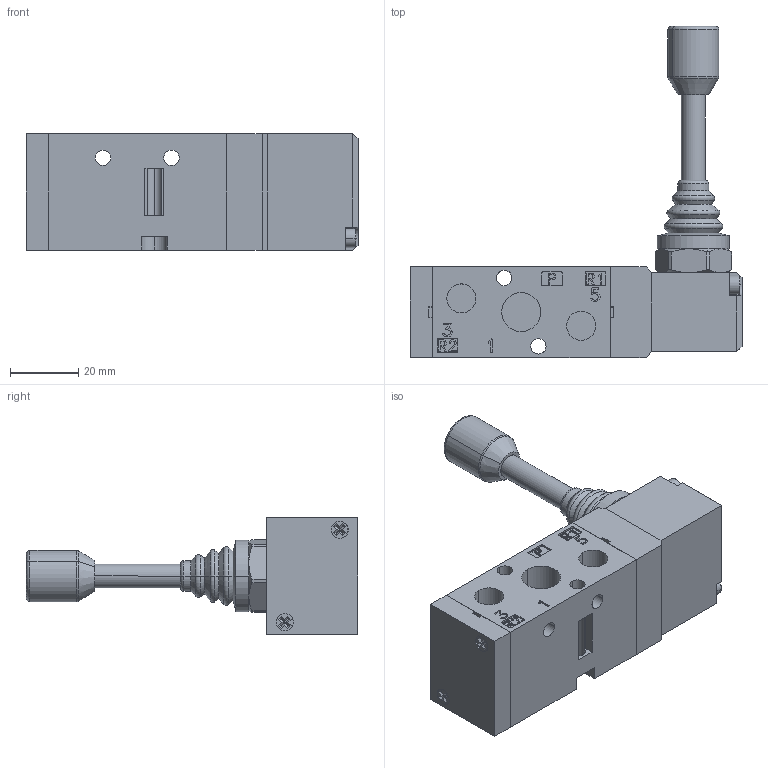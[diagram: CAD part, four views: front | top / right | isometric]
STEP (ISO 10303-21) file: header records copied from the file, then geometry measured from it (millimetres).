
FILE_DESCRIPTION (( 'STEP AP203' ), '1' );
FILE_NAME ('hlv420-d.step', '2019-09-24T01:48:19', ( 'yrd8' ), ( 'Hewlett-Packard Company' ), 'SwSTEP 2.0', 'SolidWorks 2008', '' );
FILE_SCHEMA (( 'CONFIG_CONTROL_DESIGN' ));
Length unit declared in the file: millimetre
Products named in the file (10): hlv420-d; SF 4000 BODY_ル遽; SF 4000 BODY COVER_ル遽; SF 4000 SEMY_ル遽; HLV-D; lever block_釭餌ル衛橈擠; 腊阿 权 杭飘(M3x40)_M3X40; HLV nut_釭餌ル衛橈擠; lever handle; HLV Bellows-1
Assembly tree (10 placements, depth 3):
  hlv420-d
    SF 4000 BODY_ル遽
    HLV-D
      腊阿 权 杭飘(M3x40)_M3X40  x2
      lever block_釭餌ル衛橈擠
      lever handle
      HLV Bellows-1
      HLV nut_釭餌ル衛橈擠
    SF 4000 BODY COVER_ル遽
    SF 4000 SEMY_ル遽
Bounding box: 97 x 96.75 x 34 mm (x, y, z)
Volume: 75244.2 mm3; surface area: 32573.5 mm2
Topology: 9 solids, 9 shells, 808 faces, 2143 edges, 1364 vertices
Faces by surface type: plane 445, bspline 155, cylinder 119, cone 54, torus 35
Entity records: 27660 total; most frequent: CARTESIAN_POINT 7878, ORIENTED_EDGE 4134, DIRECTION 3426, EDGE_CURVE 2067, LINE 1376, VECTOR 1376, VERTEX_POINT 1341, AXIS2_PLACEMENT_3D 1025
